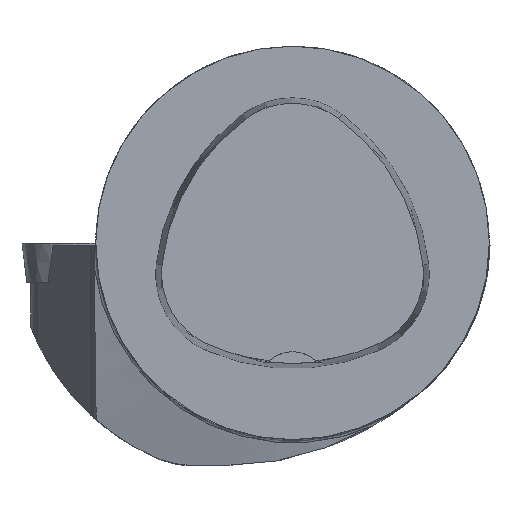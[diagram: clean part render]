
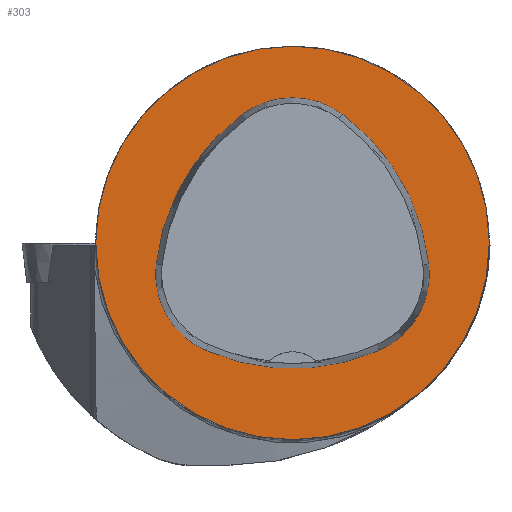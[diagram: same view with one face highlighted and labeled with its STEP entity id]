
A CAD part, top view. The second image highlights one B-rep face of the part: STEP entity #303.
In plain terms, the highlighted planar face has unit normal (0, 0, 1).
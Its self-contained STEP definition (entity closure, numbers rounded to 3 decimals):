
#303=ADVANCED_FACE('',(#377,#378),#340,.T.);
#340=PLANE('',#1037);
#377=FACE_BOUND('',#420,.T.);
#378=FACE_BOUND('',#421,.T.);
#420=EDGE_LOOP('',(#584,#585,#586,#587,#588,#589));
#421=EDGE_LOOP('',(#590));
#584=ORIENTED_EDGE('',*,*,#852,.T.);
#585=ORIENTED_EDGE('',*,*,#832,.T.);
#586=ORIENTED_EDGE('',*,*,#836,.T.);
#587=ORIENTED_EDGE('',*,*,#839,.T.);
#588=ORIENTED_EDGE('',*,*,#842,.T.);
#589=ORIENTED_EDGE('',*,*,#850,.T.);
#590=ORIENTED_EDGE('',*,*,#820,.F.);
#730=VERTEX_POINT('',#1569);
#741=VERTEX_POINT('',#1623);
#742=VERTEX_POINT('',#1624);
#745=VERTEX_POINT('',#1632);
#747=VERTEX_POINT('',#1638);
#749=VERTEX_POINT('',#1644);
#756=VERTEX_POINT('',#1665);
#820=EDGE_CURVE('',#730,#730,#900,.T.);
#832=EDGE_CURVE('',#741,#742,#901,.T.);
#836=EDGE_CURVE('',#742,#745,#903,.T.);
#839=EDGE_CURVE('',#745,#747,#905,.T.);
#842=EDGE_CURVE('',#747,#749,#907,.T.);
#850=EDGE_CURVE('',#749,#756,#911,.T.);
#852=EDGE_CURVE('',#756,#741,#913,.T.);
#900=CIRCLE('',#1008,40.);
#901=CIRCLE('',#1015,44.);
#903=CIRCLE('',#1018,17.);
#905=CIRCLE('',#1021,44.);
#907=CIRCLE('',#1024,17.);
#911=CIRCLE('',#1029,44.);
#913=CIRCLE('',#1032,17.);
#1008=AXIS2_PLACEMENT_3D('',#1568,#1180,#1181);
#1015=AXIS2_PLACEMENT_3D('',#1622,#1198,#1199);
#1018=AXIS2_PLACEMENT_3D('',#1631,#1206,#1207);
#1021=AXIS2_PLACEMENT_3D('',#1637,#1213,#1214);
#1024=AXIS2_PLACEMENT_3D('',#1643,#1220,#1221);
#1029=AXIS2_PLACEMENT_3D('',#1666,#1232,#1233);
#1032=AXIS2_PLACEMENT_3D('',#1669,#1238,#1239);
#1037=AXIS2_PLACEMENT_3D('',#1674,#1248,#1249);
#1180=DIRECTION('',(0.,0.,-1.));
#1181=DIRECTION('',(-1.,0.,0.));
#1198=DIRECTION('',(0.,0.,-1.));
#1199=DIRECTION('',(-1.,0.,0.));
#1206=DIRECTION('',(0.,0.,-1.));
#1207=DIRECTION('',(-1.,0.,0.));
#1213=DIRECTION('',(0.,0.,-1.));
#1214=DIRECTION('',(-1.,0.,0.));
#1220=DIRECTION('',(0.,0.,-1.));
#1221=DIRECTION('',(-1.,0.,0.));
#1232=DIRECTION('',(0.,0.,-1.));
#1233=DIRECTION('',(-1.,0.,0.));
#1238=DIRECTION('',(0.,0.,-1.));
#1239=DIRECTION('',(-1.,0.,0.));
#1248=DIRECTION('',(0.,0.,1.));
#1249=DIRECTION('',(1.,0.,0.));
#1568=CARTESIAN_POINT('',(0.,0.,0.));
#1569=CARTESIAN_POINT('',(-40.,0.,0.));
#1622=CARTESIAN_POINT('',(16.01,-9.224,0.));
#1623=CARTESIAN_POINT('',(-27.722,-4.378,0.));
#1624=CARTESIAN_POINT('',(-10.119,26.178,0.));
#1631=CARTESIAN_POINT('',(-0.023,12.5,0.));
#1632=CARTESIAN_POINT('',(10.049,26.194,0.));
#1637=CARTESIAN_POINT('',(-16.021,-9.25,0.));
#1638=CARTESIAN_POINT('',(27.71,-4.394,0.));
#1643=CARTESIAN_POINT('',(10.814,-6.27,0.));
#1644=CARTESIAN_POINT('',(17.611,-21.852,0.));
#1665=CARTESIAN_POINT('',(-17.652,-21.819,0.));
#1666=CARTESIAN_POINT('',(0.017,18.477,0.));
#1669=CARTESIAN_POINT('',(-10.825,-6.25,0.));
#1674=CARTESIAN_POINT('',(0.,0.,0.));
